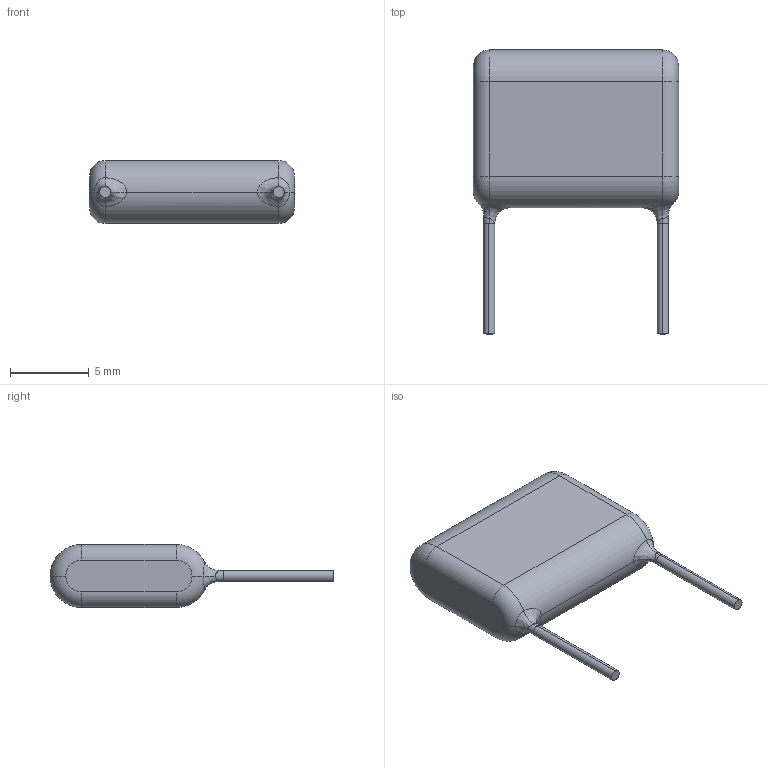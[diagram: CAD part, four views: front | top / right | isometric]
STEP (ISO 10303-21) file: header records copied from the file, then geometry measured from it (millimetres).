
FILE_DESCRIPTION (( 'STEP AP214' ), '1' );
FILE_NAME ('poliester.STEP', '2020-05-29T04:02:04', ( '' ), ( '' ), 'SwSTEP 2.0', 'SolidWorks 2016', '' );
FILE_SCHEMA (( 'AUTOMOTIVE_DESIGN' ));
Length unit declared in the file: millimetre
Products named in the file (3): poliester; pol1; pol
Assembly tree (3 placements, depth 2):
  poliester
    pol1
    pol  x2
Bounding box: 13 x 18 x 4 mm (x, y, z)
Volume: 472.2 mm3; surface area: 407.1 mm2
Topology: 3 solids, 3 shells, 44 faces, 88 edges, 50 vertices
Faces by surface type: cylinder 18, plane 10, torus 8, bspline 8
Entity records: 1478 total; most frequent: CARTESIAN_POINT 554, DIRECTION 188, ORIENTED_EDGE 164, AXIS2_PLACEMENT_3D 84, EDGE_CURVE 82, VERTEX_POINT 46, CIRCLE 46, ADVANCED_FACE 40
